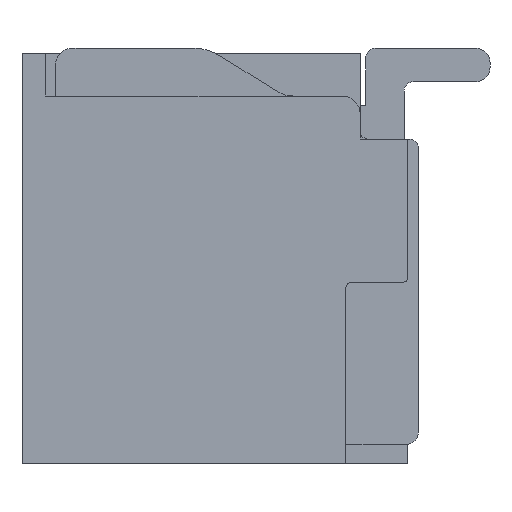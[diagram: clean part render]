
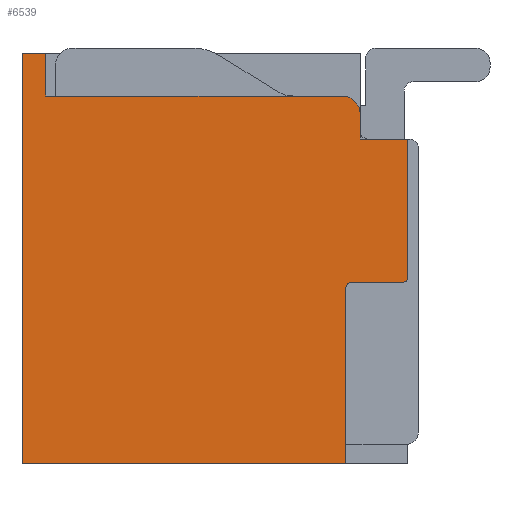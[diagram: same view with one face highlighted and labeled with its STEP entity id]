
A CAD part, left-side view. The second image highlights one B-rep face of the part: STEP entity #6539.
In plain terms, the highlighted planar face has unit normal (-1, 0, 0).
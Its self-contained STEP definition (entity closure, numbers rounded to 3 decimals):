
#54 = ORIENTED_EDGE ( 'NONE', *, *, #6333, .T. ) ;
#87 = DIRECTION ( 'NONE',  ( 1., 0., 0. ) ) ;
#297 = DIRECTION ( 'NONE',  ( 0., 1., 0. ) ) ;
#415 = CIRCLE ( 'NONE', #2160, 0.052 ) ;
#479 = LINE ( 'NONE', #4112, #6651 ) ;
#539 = CARTESIAN_POINT ( 'NONE',  ( 4.625, 3.79, 2.15 ) ) ;
#558 = ORIENTED_EDGE ( 'NONE', *, *, #2751, .F. ) ;
#611 = VECTOR ( 'NONE', #1477, 1000. ) ;
#716 = VECTOR ( 'NONE', #4855, 1000. ) ;
#784 = CARTESIAN_POINT ( 'NONE',  ( 4.625, 0.688, 1.7 ) ) ;
#914 = DIRECTION ( 'NONE',  ( 0., 0., -1. ) ) ;
#974 = VERTEX_POINT ( 'NONE', #5309 ) ;
#1030 = EDGE_CURVE ( 'NONE', #4806, #974, #5044, .T. ) ;
#1062 = VERTEX_POINT ( 'NONE', #4825 ) ;
#1165 = LINE ( 'NONE', #2660, #4184 ) ;
#1184 = ORIENTED_EDGE ( 'NONE', *, *, #5381, .F. ) ;
#1194 = DIRECTION ( 'NONE',  ( 0., 1., 0. ) ) ;
#1196 = CIRCLE ( 'NONE', #5974, 0.06 ) ;
#1336 = ORIENTED_EDGE ( 'NONE', *, *, #5916, .T. ) ;
#1347 = DIRECTION ( 'NONE',  ( 0., 0., 1. ) ) ;
#1349 = ORIENTED_EDGE ( 'NONE', *, *, #3348, .T. ) ;
#1434 = CARTESIAN_POINT ( 'NONE',  ( 4.625, 0.65, -0.31 ) ) ;
#1476 = EDGE_CURVE ( 'NONE', #1821, #2766, #1706, .T. ) ;
#1477 = DIRECTION ( 'NONE',  ( 0., 0., 1. ) ) ;
#1528 = ORIENTED_EDGE ( 'NONE', *, *, #4760, .T. ) ;
#1706 = LINE ( 'NONE', #5851, #716 ) ;
#1760 = DIRECTION ( 'NONE',  ( 0., 1., 0. ) ) ;
#1804 = VECTOR ( 'NONE', #2614, 1000. ) ;
#1821 = VERTEX_POINT ( 'NONE', #3221 ) ;
#1834 = CARTESIAN_POINT ( 'NONE',  ( 4.625, 0.59, -0.31 ) ) ;
#2106 = LINE ( 'NONE', #539, #1804 ) ;
#2160 = AXIS2_PLACEMENT_3D ( 'NONE', #2773, #87, #3174 ) ;
#2192 = VECTOR ( 'NONE', #914, 1000. ) ;
#2246 = DIRECTION ( 'NONE',  ( 1., 0., 0. ) ) ;
#2273 = CARTESIAN_POINT ( 'NONE',  ( 4.625, 3.79, 2.15 ) ) ;
#2486 = DIRECTION ( 'NONE',  ( 0., 0., -1. ) ) ;
#2503 = AXIS2_PLACEMENT_3D ( 'NONE', #6604, #4987, #1347 ) ;
#2614 = DIRECTION ( 'NONE',  ( 0., 1., 0. ) ) ;
#2642 = VERTEX_POINT ( 'NONE', #5504 ) ;
#2660 = CARTESIAN_POINT ( 'NONE',  ( 4.625, 0.65, -2.15 ) ) ;
#2751 = EDGE_CURVE ( 'NONE', #974, #3911, #3496, .T. ) ;
#2766 = VERTEX_POINT ( 'NONE', #3460 ) ;
#2773 = CARTESIAN_POINT ( 'NONE',  ( 4.625, 0.052, -0.198 ) ) ;
#2831 = EDGE_CURVE ( 'NONE', #5118, #2642, #479, .T. ) ;
#2916 = VECTOR ( 'NONE', #1194, 1000. ) ;
#2924 = FACE_OUTER_BOUND ( 'NONE', #4436, .T. ) ;
#2974 = ORIENTED_EDGE ( 'NONE', *, *, #1476, .T. ) ;
#3020 = ORIENTED_EDGE ( 'NONE', *, *, #2831, .F. ) ;
#3051 = DIRECTION ( 'NONE',  ( 0., -1., 0. ) ) ;
#3174 = DIRECTION ( 'NONE',  ( 0., -1., 0. ) ) ;
#3221 = CARTESIAN_POINT ( 'NONE',  ( 4.625, 0., -0.198 ) ) ;
#3234 = DIRECTION ( 'NONE',  ( 0., 0., 1. ) ) ;
#3294 = LINE ( 'NONE', #5917, #2916 ) ;
#3348 = EDGE_CURVE ( 'NONE', #5118, #3940, #2106, .T. ) ;
#3460 = CARTESIAN_POINT ( 'NONE',  ( 4.625, 0., 1.25 ) ) ;
#3496 = LINE ( 'NONE', #5536, #2192 ) ;
#3520 = EDGE_CURVE ( 'NONE', #3927, #1062, #3818, .T. ) ;
#3630 = EDGE_CURVE ( 'NONE', #1062, #3940, #6140, .T. ) ;
#3633 = CARTESIAN_POINT ( 'NONE',  ( 4.625, 0.052, -0.25 ) ) ;
#3766 = VECTOR ( 'NONE', #3051, 1000. ) ;
#3818 = LINE ( 'NONE', #4336, #4944 ) ;
#3911 = VERTEX_POINT ( 'NONE', #5279 ) ;
#3927 = VERTEX_POINT ( 'NONE', #4799 ) ;
#3940 = VERTEX_POINT ( 'NONE', #6414 ) ;
#4112 = CARTESIAN_POINT ( 'NONE',  ( 4.625, 3.79, 2.15 ) ) ;
#4184 = VECTOR ( 'NONE', #3234, 1000. ) ;
#4190 = ORIENTED_EDGE ( 'NONE', *, *, #3630, .F. ) ;
#4318 = ORIENTED_EDGE ( 'NONE', *, *, #3520, .F. ) ;
#4336 = CARTESIAN_POINT ( 'NONE',  ( 4.625, 0.65, -2.15 ) ) ;
#4382 = DIRECTION ( 'NONE',  ( 1., 0., 0. ) ) ;
#4436 = EDGE_LOOP ( 'NONE', ( #5632, #3020, #1349, #4190, #4318, #1336, #54, #4669, #1184, #2974, #1528, #558, #6238 ) ) ;
#4538 = LINE ( 'NONE', #6629, #5732 ) ;
#4611 = CARTESIAN_POINT ( 'NONE',  ( 4.625, 0.59, -0.25 ) ) ;
#4669 = ORIENTED_EDGE ( 'NONE', *, *, #4962, .T. ) ;
#4760 = EDGE_CURVE ( 'NONE', #2766, #3911, #3294, .T. ) ;
#4799 = CARTESIAN_POINT ( 'NONE',  ( 4.625, 0.65, -2.15 ) ) ;
#4806 = VERTEX_POINT ( 'NONE', #784 ) ;
#4825 = CARTESIAN_POINT ( 'NONE',  ( 4.625, 4.04, -2.15 ) ) ;
#4855 = DIRECTION ( 'NONE',  ( 0., 0., 1. ) ) ;
#4944 = VECTOR ( 'NONE', #1760, 1000. ) ;
#4962 = EDGE_CURVE ( 'NONE', #6555, #6199, #6542, .T. ) ;
#4978 = CARTESIAN_POINT ( 'NONE',  ( 4.625, 4.04, -2.15 ) ) ;
#4987 = DIRECTION ( 'NONE',  ( -1., 0., 0. ) ) ;
#5044 = CIRCLE ( 'NONE', #5808, 0.188 ) ;
#5118 = VERTEX_POINT ( 'NONE', #2273 ) ;
#5279 = CARTESIAN_POINT ( 'NONE',  ( 4.625, 0.5, 1.25 ) ) ;
#5309 = CARTESIAN_POINT ( 'NONE',  ( 4.625, 0.5, 1.512 ) ) ;
#5343 = EDGE_CURVE ( 'NONE', #4806, #2642, #4538, .T. ) ;
#5381 = EDGE_CURVE ( 'NONE', #1821, #6199, #415, .T. ) ;
#5504 = CARTESIAN_POINT ( 'NONE',  ( 4.625, 3.79, 1.7 ) ) ;
#5536 = CARTESIAN_POINT ( 'NONE',  ( 4.625, 0.5, 1.512 ) ) ;
#5632 = ORIENTED_EDGE ( 'NONE', *, *, #5343, .T. ) ;
#5660 = DIRECTION ( 'NONE',  ( 0., 1., 0. ) ) ;
#5732 = VECTOR ( 'NONE', #5660, 1000. ) ;
#5808 = AXIS2_PLACEMENT_3D ( 'NONE', #6411, #4382, #6442 ) ;
#5851 = CARTESIAN_POINT ( 'NONE',  ( 4.625, 0., -0.198 ) ) ;
#5916 = EDGE_CURVE ( 'NONE', #3927, #6069, #1165, .T. ) ;
#5917 = CARTESIAN_POINT ( 'NONE',  ( 4.625, 0., 1.25 ) ) ;
#5974 = AXIS2_PLACEMENT_3D ( 'NONE', #1834, #2246, #297 ) ;
#6069 = VERTEX_POINT ( 'NONE', #1434 ) ;
#6121 = CARTESIAN_POINT ( 'NONE',  ( 4.625, 0.59, -0.25 ) ) ;
#6140 = LINE ( 'NONE', #4978, #611 ) ;
#6199 = VERTEX_POINT ( 'NONE', #3633 ) ;
#6238 = ORIENTED_EDGE ( 'NONE', *, *, #1030, .F. ) ;
#6333 = EDGE_CURVE ( 'NONE', #6069, #6555, #1196, .T. ) ;
#6411 = CARTESIAN_POINT ( 'NONE',  ( 4.625, 0.688, 1.512 ) ) ;
#6414 = CARTESIAN_POINT ( 'NONE',  ( 4.625, 4.04, 2.15 ) ) ;
#6442 = DIRECTION ( 'NONE',  ( 0., 0., 1. ) ) ;
#6539 = ADVANCED_FACE ( 'NONE', ( #2924 ), #6635, .T. ) ;
#6542 = LINE ( 'NONE', #4611, #3766 ) ;
#6555 = VERTEX_POINT ( 'NONE', #6121 ) ;
#6604 = CARTESIAN_POINT ( 'NONE',  ( 4.625, 0., -2.15 ) ) ;
#6629 = CARTESIAN_POINT ( 'NONE',  ( 4.625, 0.688, 1.7 ) ) ;
#6635 = PLANE ( 'NONE',  #2503 ) ;
#6651 = VECTOR ( 'NONE', #2486, 1000. ) ;
